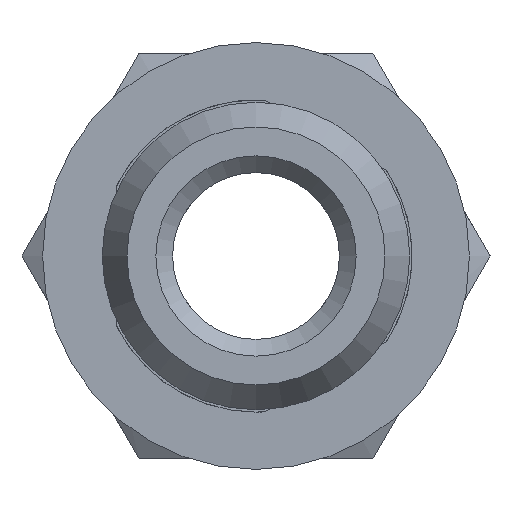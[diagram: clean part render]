
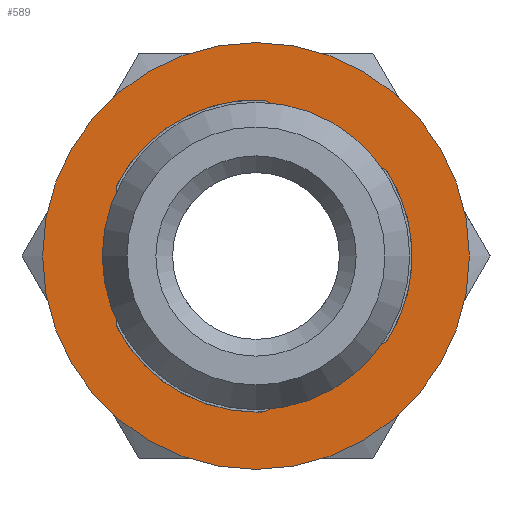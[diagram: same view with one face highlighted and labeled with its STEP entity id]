
A CAD part, front view. The second image highlights one B-rep face of the part: STEP entity #589.
In plain terms, the highlighted planar face has unit normal (0, -1, 0).
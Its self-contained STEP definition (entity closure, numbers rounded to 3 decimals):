
#81=CIRCLE('',#863,6.55);
#82=CIRCLE('',#864,6.55);
#83=CIRCLE('',#865,6.55);
#84=CIRCLE('',#866,8.95);
#127=ORIENTED_EDGE('',*,*,#269,.F.);
#128=ORIENTED_EDGE('',*,*,#270,.F.);
#129=ORIENTED_EDGE('',*,*,#271,.F.);
#130=ORIENTED_EDGE('',*,*,#260,.F.);
#131=ORIENTED_EDGE('',*,*,#272,.F.);
#132=ORIENTED_EDGE('',*,*,#268,.F.);
#133=ORIENTED_EDGE('',*,*,#273,.T.);
#260=EDGE_CURVE('',#332,#330,#388,.T.);
#268=EDGE_CURVE('',#338,#337,#393,.T.);
#269=EDGE_CURVE('',#339,#338,#81,.T.);
#270=EDGE_CURVE('',#340,#339,#394,.T.);
#271=EDGE_CURVE('',#330,#340,#82,.T.);
#272=EDGE_CURVE('',#337,#332,#83,.T.);
#273=EDGE_CURVE('',#341,#341,#84,.T.);
#330=VERTEX_POINT('',#1109);
#332=VERTEX_POINT('',#1113);
#337=VERTEX_POINT('',#1129);
#338=VERTEX_POINT('',#1131);
#339=VERTEX_POINT('',#1135);
#340=VERTEX_POINT('',#1137);
#341=VERTEX_POINT('',#1141);
#388=LINE('',#1114,#406);
#393=LINE('',#1132,#411);
#394=LINE('',#1136,#412);
#406=VECTOR('',#938,1000.);
#411=VECTOR('',#957,1000.);
#412=VECTOR('',#962,1000.);
#426=EDGE_LOOP('',(#127,#128,#129,#130,#131,#132));
#427=EDGE_LOOP('',(#133));
#498=FACE_BOUND('',#426,.T.);
#499=FACE_BOUND('',#427,.T.);
#570=PLANE('',#862);
#589=ADVANCED_FACE('',(#498,#499),#570,.T.);
#862=AXIS2_PLACEMENT_3D('',#1133,#958,#959);
#863=AXIS2_PLACEMENT_3D('',#1134,#960,#961);
#864=AXIS2_PLACEMENT_3D('',#1138,#963,#964);
#865=AXIS2_PLACEMENT_3D('',#1139,#965,#966);
#866=AXIS2_PLACEMENT_3D('',#1140,#967,#968);
#938=DIRECTION('',(-0.866,0.,0.5));
#957=DIRECTION('',(0.866,0.,0.5));
#958=DIRECTION('',(0.,-1.,0.));
#959=DIRECTION('',(0.,0.,-1.));
#960=DIRECTION('',(0.,-1.,0.));
#961=DIRECTION('',(0.,0.,-1.));
#962=DIRECTION('',(0.,0.,-1.));
#963=DIRECTION('',(0.,-1.,0.));
#964=DIRECTION('',(0.,0.,-1.));
#965=DIRECTION('',(0.,-1.,0.));
#966=DIRECTION('',(0.,0.,-1.));
#967=DIRECTION('',(0.,-1.,0.));
#968=DIRECTION('',(0.,0.,-1.));
#1109=CARTESIAN_POINT('',(0.374,5.9,6.539));
#1113=CARTESIAN_POINT('',(5.476,5.9,3.593));
#1114=CARTESIAN_POINT('',(0.374,5.9,6.539));
#1129=CARTESIAN_POINT('',(5.476,5.9,-3.593));
#1131=CARTESIAN_POINT('',(0.374,5.9,-6.539));
#1132=CARTESIAN_POINT('',(5.476,5.9,-3.593));
#1133=CARTESIAN_POINT('',(6.55,5.9,0.));
#1134=CARTESIAN_POINT('',(0.,5.9,0.));
#1135=CARTESIAN_POINT('',(-5.85,5.9,-2.946));
#1136=CARTESIAN_POINT('',(-5.85,5.9,-2.946));
#1137=CARTESIAN_POINT('',(-5.85,5.9,2.946));
#1138=CARTESIAN_POINT('',(0.,5.9,0.));
#1139=CARTESIAN_POINT('',(0.,5.9,0.));
#1140=CARTESIAN_POINT('',(0.,5.9,0.));
#1141=CARTESIAN_POINT('',(0.,5.9,-8.95));
